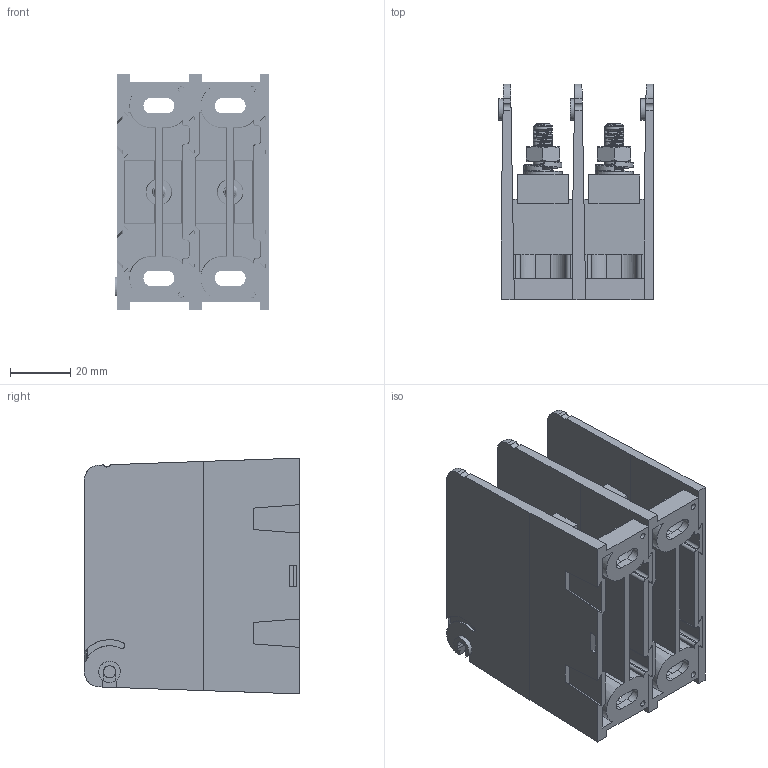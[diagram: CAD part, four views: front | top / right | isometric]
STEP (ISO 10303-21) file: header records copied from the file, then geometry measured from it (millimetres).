
FILE_DESCRIPTION (( 'STEP AP214' ), '1' );
FILE_NAME ('701961rev-2P.STEP', '2013-12-13T18:30:04', ( '' ), ( '' ), 'SwSTEP 2.0', 'SolidWorks 2013', '' );
FILE_SCHEMA (( 'AUTOMOTIVE_DESIGN' ));
Length unit declared in the file: inch
Products named in the file (24): 701961rev-2P_1_11; 701961rev-2P_1_17; 701961rev-2P_1_23; 701961rev-2P_1_8; 701961rev-2P_1_18; 701961rev-2P_1_2; 701961rev-2P_1_10; 701961rev-2P_1_4; 701961rev-2P_1_22; 701961rev-2P_1_20; 701961rev-2P_1_16; 701961rev-2P_1_12; 701961rev-2P_1_3; 701961rev-2P_1_5; 701961rev-2P_1_21; 701961rev-2P; 701961rev-2P_1_9; 701961rev-2P_1_15; 701961rev-2P_1; 701961rev-2P_1_13; 701961rev-2P_1_7; 701961rev-2P_1_19; 701961rev-2P_1_14; 701961rev-2P_1_6
Assembly tree (23 placements, depth 2):
  701961rev-2P
    701961rev-2P_1_3
    701961rev-2P_1_16
    701961rev-2P_1_22
    701961rev-2P_1_10
    701961rev-2P_1_2
    701961rev-2P_1_18
    701961rev-2P_1_8
    701961rev-2P_1_23
    701961rev-2P_1_17
    701961rev-2P_1_11
    701961rev-2P_1_6
    701961rev-2P_1_14
    701961rev-2P_1_19
    701961rev-2P_1_7
    701961rev-2P_1_13
    701961rev-2P_1
    701961rev-2P_1_15
    701961rev-2P_1_9
    701961rev-2P_1_21
    701961rev-2P_1_5
    701961rev-2P_1_12
    701961rev-2P_1_20
    701961rev-2P_1_4
Bounding box: 51.16 x 71.37 x 78.11 mm (x, y, z)
Surface area: 90621.3 mm2 (no closed solid volume)
Topology: 0 solids, 25 shells, 906 faces, 2629 edges, 1766 vertices
Faces by surface type: plane 468, cylinder 174, bspline 138, cone 126
Full cylindrical faces by diameter (mm): 3.658 x2, 4.064 x1, 5.41 x2, 6.35 x20, 6.528 x4, 7.112 x1, 7.137 x4, 8.179 x2, 9.398 x4, 12.7 x4
Entity records: 90996 total; most frequent: CARTESIAN_POINT 58769, ORIENTED_EDGE 4488, DIRECTION 3419, EDGE_CURVE 2327, VERTEX_POINT 1616, LINE 1247, VECTOR 1247, AXIS2_PLACEMENT_3D 1086
